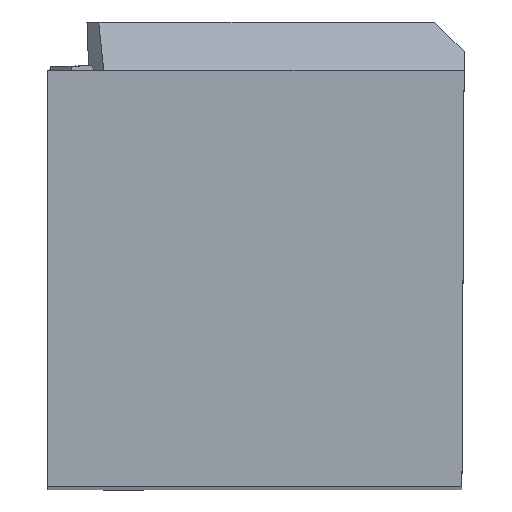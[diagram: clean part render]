
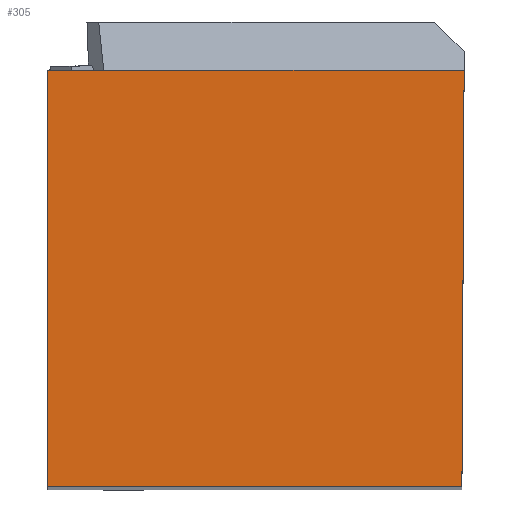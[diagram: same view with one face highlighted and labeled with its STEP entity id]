
A CAD part, top view. The second image highlights one B-rep face of the part: STEP entity #305.
In plain terms, the highlighted planar face has unit normal (0, 0, 1).
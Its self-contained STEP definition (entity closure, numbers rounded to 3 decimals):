
#252=PLANE('',#2150);
#305=ADVANCED_FACE('BLANK_BOXF006',(#448),#252,.F.);
#448=FACE_OUTER_BOUND('',#562,.T.);
#562=EDGE_LOOP('',(#762,#763,#764,#765));
#762=ORIENTED_EDGE('',*,*,#1501,.T.);
#763=ORIENTED_EDGE('',*,*,#1503,.T.);
#764=ORIENTED_EDGE('',*,*,#1497,.T.);
#765=ORIENTED_EDGE('',*,*,#1504,.F.);
#1306=VERTEX_POINT('',#2926);
#1308=VERTEX_POINT('',#2930);
#1311=VERTEX_POINT('',#2939);
#1312=VERTEX_POINT('',#2941);
#1497=EDGE_CURVE('',#1306,#1308,#1786,.T.);
#1501=EDGE_CURVE('',#1312,#1311,#1790,.T.);
#1503=EDGE_CURVE('',#1311,#1306,#1792,.T.);
#1504=EDGE_CURVE('',#1312,#1308,#1793,.T.);
#1786=LINE('',#2931,#1932);
#1790=LINE('',#2940,#1936);
#1792=LINE('',#2944,#1938);
#1793=LINE('',#2945,#1939);
#1932=VECTOR('',#2384,1.);
#1936=VECTOR('',#2392,1.);
#1938=VECTOR('',#2396,1.);
#1939=VECTOR('',#2397,1.);
#2150=AXIS2_PLACEMENT_3D('',#2946,#2398,#2399);
#2384=DIRECTION('',(0.005,1.,0.));
#2392=DIRECTION('',(0.,-1.,0.));
#2396=DIRECTION('',(1.,0.,0.));
#2397=DIRECTION('',(1.,0.,0.));
#2398=DIRECTION('',(0.,0.,-1.));
#2399=DIRECTION('',(1.,0.,0.));
#2926=CARTESIAN_POINT('',(-0.132,0.,0.));
#2930=CARTESIAN_POINT('',(0.,25.275,0.));
#2931=CARTESIAN_POINT('',(0.016,28.236,0.));
#2939=CARTESIAN_POINT('',(-25.275,0.,0.));
#2940=CARTESIAN_POINT('',(-25.275,28.4,0.));
#2941=CARTESIAN_POINT('',(-25.275,25.275,0.));
#2944=CARTESIAN_POINT('',(-50.8,0.,0.));
#2945=CARTESIAN_POINT('',(-50.8,25.275,0.));
#2946=CARTESIAN_POINT('',(-31.275,28.4,0.));
